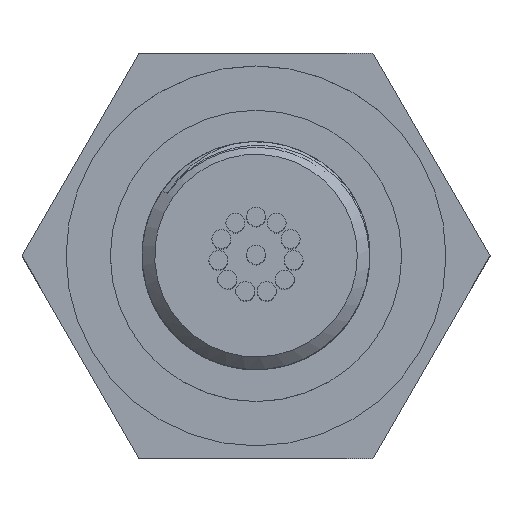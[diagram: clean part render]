
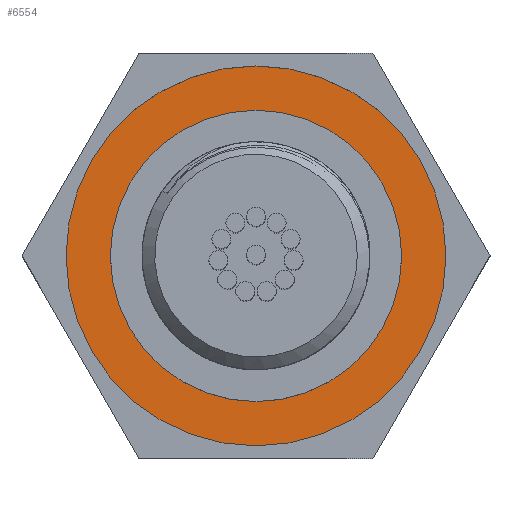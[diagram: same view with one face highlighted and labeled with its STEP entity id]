
A CAD part, top view. The second image highlights one B-rep face of the part: STEP entity #6554.
In plain terms, the highlighted planar face has unit normal (0, 0, 1).
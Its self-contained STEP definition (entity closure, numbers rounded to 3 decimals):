
#1851=FACE_BOUND($,#2741,.T.);
#1852=FACE_BOUND($,#2742,.T.);
#2741=EDGE_LOOP($,(#6005));
#2742=EDGE_LOOP($,(#6006));
#2846=CIRCLE($,#6883,11.5);
#2848=CIRCLE($,#6886,15.);
#3441=VERTEX_POINT($,#13527);
#3443=VERTEX_POINT($,#13532);
#4298=EDGE_CURVE($,#3441,#3441,#2846,.T.);
#4300=EDGE_CURVE($,#3443,#3443,#2848,.T.);
#6005=ORIENTED_EDGE($,*,*,#4298,.F.);
#6006=ORIENTED_EDGE($,*,*,#4300,.T.);
#6180=PLANE($,#6888);
#6554=ADVANCED_FACE($,(#1851,#1852),#6180,.F.);
#6883=AXIS2_PLACEMENT_3D($,#13528,#8006,#8007);
#6886=AXIS2_PLACEMENT_3D($,#13533,#8012,#8013);
#6888=AXIS2_PLACEMENT_3D($,#13536,#8016,#8017);
#8006=DIRECTION('center_axis',(0.,0.,1.));
#8007=DIRECTION('ref_axis',(-1.,0.,0.));
#8012=DIRECTION('center_axis',(0.,0.,1.));
#8013=DIRECTION('ref_axis',(-1.,0.,0.));
#8016=DIRECTION('center_axis',(0.,0.,-1.));
#8017=DIRECTION('ref_axis',(-1.,0.,0.));
#13527=CARTESIAN_POINT('',(11.5,0.,7.18));
#13528=CARTESIAN_POINT('Origin',(0.,0.,7.18));
#13532=CARTESIAN_POINT('',(15.,0.,7.18));
#13533=CARTESIAN_POINT('Origin',(0.,0.,7.18));
#13536=CARTESIAN_POINT('Origin',(0.,0.,7.18));
